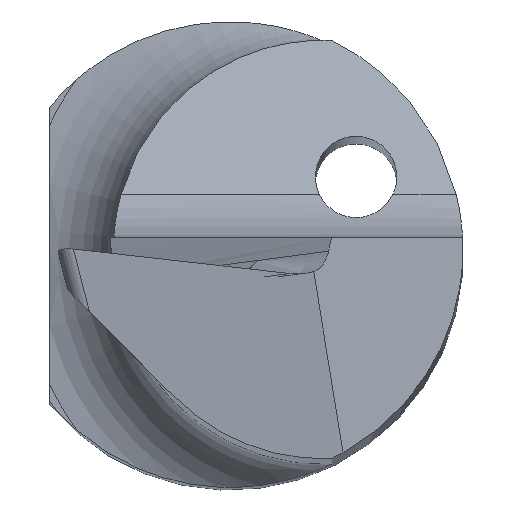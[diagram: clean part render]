
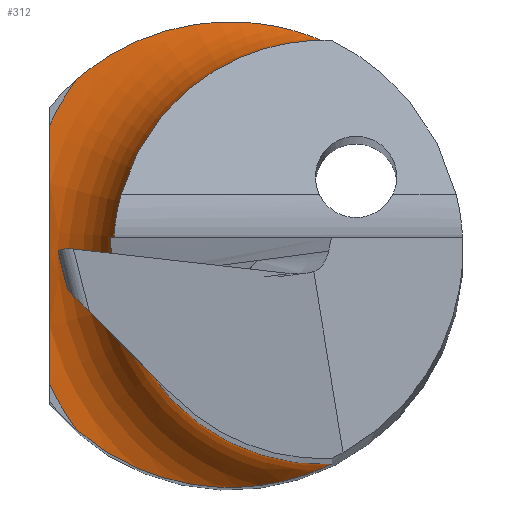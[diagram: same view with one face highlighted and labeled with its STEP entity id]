
A CAD part, top view. The second image highlights one B-rep face of the part: STEP entity #312.
In plain terms, the highlighted toroidal (fillet/blend) face has major radius 2.601 mm and minor radius 0.8 mm.
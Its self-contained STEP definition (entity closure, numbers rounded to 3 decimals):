
#10 = CARTESIAN_POINT ( 'NONE',  ( -1.326, 1.497, 13.751 ) ) ;
#25 = EDGE_CURVE ( 'NONE', #389, #188, #591, .T. ) ;
#26 = ORIENTED_EDGE ( 'NONE', *, *, #451, .T. ) ;
#53 = CARTESIAN_POINT ( 'NONE',  ( 0.392, 1.964, 14.016 ) ) ;
#62 = CARTESIAN_POINT ( 'NONE',  ( -1.55, 0.185, 13.791 ) ) ;
#71 = CIRCLE ( 'NONE', #918, 2.601 ) ;
#81 = ORIENTED_EDGE ( 'NONE', *, *, #484, .T. ) ;
#110 = DIRECTION ( 'NONE',  ( 0., 0., -1. ) ) ;
#114 = CARTESIAN_POINT ( 'NONE',  ( 0.872, 1.8, 14.551 ) ) ;
#118 = CARTESIAN_POINT ( 'NONE',  ( -0.026, 2.003, 13.88 ) ) ;
#129 = CARTESIAN_POINT ( 'NONE',  ( 0.29, 1.982, 13.975 ) ) ;
#131 = CARTESIAN_POINT ( 'NONE',  ( 0.801, 0., 14.551 ) ) ;
#134 = CARTESIAN_POINT ( 'NONE',  ( -1.55, 0.927, 13.751 ) ) ;
#175 = CARTESIAN_POINT ( 'NONE',  ( -1.55, 1.113, 13.751 ) ) ;
#188 = VERTEX_POINT ( 'NONE', #10 ) ;
#199 = CARTESIAN_POINT ( 'NONE',  ( 0.672, 1.885, 14.178 ) ) ;
#210 = CARTESIAN_POINT ( 'NONE',  ( -0.352, -1.981, 13.812 ) ) ;
#235 = FACE_OUTER_BOUND ( 'NONE', #333, .T. ) ;
#275 = CARTESIAN_POINT ( 'NONE',  ( -1.55, 0.371, 13.783 ) ) ;
#291 = DIRECTION ( 'NONE',  ( 0., 0., -1. ) ) ;
#309 = DIRECTION ( 'NONE',  ( 0., 0., 1. ) ) ;
#312 = ADVANCED_FACE ( 'NONE', ( #235 ), #588, .F. ) ;
#314 = CARTESIAN_POINT ( 'NONE',  ( 0.872, -1.8, 14.551 ) ) ;
#333 = EDGE_LOOP ( 'NONE', ( #467, #403, #346, #551, #26, #81 ) ) ;
#334 = CIRCLE ( 'NONE', #563, 2.601 ) ;
#346 = ORIENTED_EDGE ( 'NONE', *, *, #559, .T. ) ;
#350 = CARTESIAN_POINT ( 'NONE',  ( -0.97, 1.763, 13.756 ) ) ;
#355 = CARTESIAN_POINT ( 'NONE',  ( -1.55, -1.113, 13.751 ) ) ;
#358 = CIRCLE ( 'NONE', #763, 1.801 ) ;
#361 = DIRECTION ( 'NONE',  ( 0., 0., 1. ) ) ;
#363 = CARTESIAN_POINT ( 'NONE',  ( 0.872, 1.8, 14.439 ) ) ;
#370 = VERTEX_POINT ( 'NONE', #175 ) ;
#376 = CARTESIAN_POINT ( 'NONE',  ( -1.326, -1.497, 13.751 ) ) ;
#377 = CARTESIAN_POINT ( 'NONE',  ( -1.55, -0.742, 13.763 ) ) ;
#389 = VERTEX_POINT ( 'NONE', #114 ) ;
#403 = ORIENTED_EDGE ( 'NONE', *, *, #821, .T. ) ;
#432 = CARTESIAN_POINT ( 'NONE',  ( 0.671, -1.886, 14.178 ) ) ;
#451 = EDGE_CURVE ( 'NONE', #824, #881, #617, .T. ) ;
#467 = ORIENTED_EDGE ( 'NONE', *, *, #25, .T. ) ;
#484 = EDGE_CURVE ( 'NONE', #881, #389, #358, .T. ) ;
#488 = CARTESIAN_POINT ( 'NONE',  ( 0.083, -2.01, 13.902 ) ) ;
#491 = CARTESIAN_POINT ( 'NONE',  ( -0.562, 1.923, 13.789 ) ) ;
#526 = CARTESIAN_POINT ( 'NONE',  ( -1.55, -1.113, 13.751 ) ) ;
#550 = CARTESIAN_POINT ( 'NONE',  ( -0.24, 1.988, 13.835 ) ) ;
#551 = ORIENTED_EDGE ( 'NONE', *, *, #887, .T. ) ;
#552 = CARTESIAN_POINT ( 'NONE',  ( 0.801, 0., 14.551 ) ) ;
#559 = EDGE_CURVE ( 'NONE', #370, #807, #817, .T. ) ;
#563 = AXIS2_PLACEMENT_3D ( 'NONE', #896, #309, #825 ) ;
#568 = CARTESIAN_POINT ( 'NONE',  ( 0.872, -1.8, 14.551 ) ) ;
#585 = CARTESIAN_POINT ( 'NONE',  ( 0.293, -1.988, 13.963 ) ) ;
#588 = TOROIDAL_SURFACE ( 'NONE', #688, 2.601, 0.8 ) ;
#591 = B_SPLINE_CURVE_WITH_KNOTS ( 'NONE', 3,
 ( #888, #363, #709, #199, #629, #53, #129, #782, #118, #550, #864, #491, #723, #350, #800, #718 ),
 .UNSPECIFIED., .F., .F.,
 ( 4, 2, 2, 2, 2, 2, 2, 4 ),
 ( 0., 0., 0.001, 0.001, 0.001, 0.002, 0.002, 0.003 ),
 .UNSPECIFIED. ) ;
#617 = B_SPLINE_CURVE_WITH_KNOTS ( 'NONE', 3,
 ( #792, #647, #711, #665, #210, #488, #585, #815, #432, #660, #796, #568 ),
 .UNSPECIFIED., .F., .F.,
 ( 4, 2, 2, 2, 2, 4 ),
 ( 0., 0.001, 0.001, 0.002, 0.002, 0.003 ),
 .UNSPECIFIED. ) ;
#629 = CARTESIAN_POINT ( 'NONE',  ( 0.582, 1.916, 14.117 ) ) ;
#647 = CARTESIAN_POINT ( 'NONE',  ( -1.159, -1.645, 13.751 ) ) ;
#660 = CARTESIAN_POINT ( 'NONE',  ( 0.816, -1.828, 14.336 ) ) ;
#665 = CARTESIAN_POINT ( 'NONE',  ( -0.564, -1.932, 13.787 ) ) ;
#666 = DIRECTION ( 'NONE',  ( 1., 0., 0. ) ) ;
#688 = AXIS2_PLACEMENT_3D ( 'NONE', #552, #110, #909 ) ;
#709 = CARTESIAN_POINT ( 'NONE',  ( 0.816, 1.828, 14.336 ) ) ;
#711 = CARTESIAN_POINT ( 'NONE',  ( -0.974, -1.761, 13.756 ) ) ;
#718 = CARTESIAN_POINT ( 'NONE',  ( -1.326, 1.497, 13.751 ) ) ;
#723 = CARTESIAN_POINT ( 'NONE',  ( -0.666, 1.889, 13.779 ) ) ;
#724 = CARTESIAN_POINT ( 'NONE',  ( -1.55, 1.113, 13.751 ) ) ;
#728 = CARTESIAN_POINT ( 'NONE',  ( 0.801, 0., 13.751 ) ) ;
#763 = AXIS2_PLACEMENT_3D ( 'NONE', #131, #291, #890 ) ;
#782 = CARTESIAN_POINT ( 'NONE',  ( 0.081, 2.001, 13.907 ) ) ;
#792 = CARTESIAN_POINT ( 'NONE',  ( -1.326, -1.497, 13.751 ) ) ;
#796 = CARTESIAN_POINT ( 'NONE',  ( 0.872, -1.8, 14.439 ) ) ;
#800 = CARTESIAN_POINT ( 'NONE',  ( -1.16, 1.645, 13.751 ) ) ;
#807 = VERTEX_POINT ( 'NONE', #355 ) ;
#815 = CARTESIAN_POINT ( 'NONE',  ( 0.581, -1.916, 14.117 ) ) ;
#817 = B_SPLINE_CURVE_WITH_KNOTS ( 'NONE', 3,
 ( #724, #134, #950, #275, #62, #827, #836, #377, #876, #526 ),
 .UNSPECIFIED., .F., .F.,
 ( 4, 2, 2, 2, 4 ),
 ( 0., 0.001, 0.001, 0.002, 0.002 ),
 .UNSPECIFIED. ) ;
#821 = EDGE_CURVE ( 'NONE', #188, #370, #71, .T. ) ;
#824 = VERTEX_POINT ( 'NONE', #376 ) ;
#825 = DIRECTION ( 'NONE',  ( 1., 0., 0. ) ) ;
#827 = CARTESIAN_POINT ( 'NONE',  ( -1.55, -0.186, 13.791 ) ) ;
#836 = CARTESIAN_POINT ( 'NONE',  ( -1.55, -0.371, 13.783 ) ) ;
#864 = CARTESIAN_POINT ( 'NONE',  ( -0.349, 1.972, 13.817 ) ) ;
#876 = CARTESIAN_POINT ( 'NONE',  ( -1.55, -0.927, 13.751 ) ) ;
#881 = VERTEX_POINT ( 'NONE', #314 ) ;
#887 = EDGE_CURVE ( 'NONE', #807, #824, #334, .T. ) ;
#888 = CARTESIAN_POINT ( 'NONE',  ( 0.872, 1.8, 14.551 ) ) ;
#890 = DIRECTION ( 'NONE',  ( 1., 0., 0. ) ) ;
#896 = CARTESIAN_POINT ( 'NONE',  ( 0.801, 0., 13.751 ) ) ;
#909 = DIRECTION ( 'NONE',  ( 1., 0., 0. ) ) ;
#918 = AXIS2_PLACEMENT_3D ( 'NONE', #728, #361, #666 ) ;
#950 = CARTESIAN_POINT ( 'NONE',  ( -1.55, 0.742, 13.763 ) ) ;
